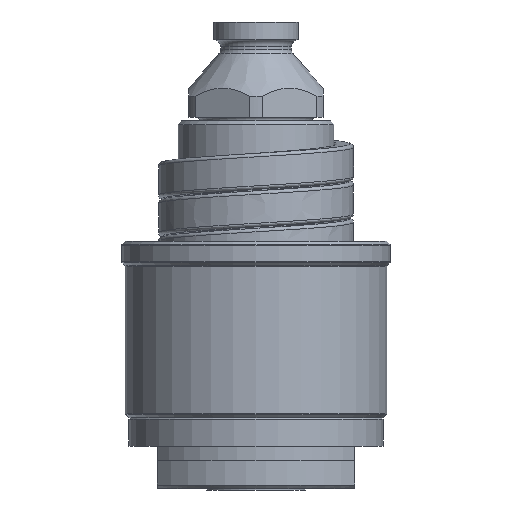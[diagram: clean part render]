
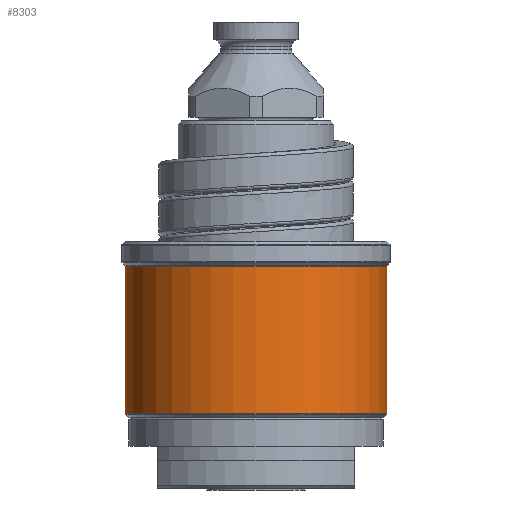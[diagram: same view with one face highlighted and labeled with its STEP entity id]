
A CAD part, front view. The second image highlights one B-rep face of the part: STEP entity #8303.
In plain terms, the highlighted cylindrical face has radius 18.5 mm (diameter 37 mm), a partial arc.
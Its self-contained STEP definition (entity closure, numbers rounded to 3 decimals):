
#2409=CARTESIAN_POINT('',(0.,0.,10.583));
#2410=DIRECTION('',(0.,0.,1.));
#2411=DIRECTION('',(-1.,0.,0.));
#2412=AXIS2_PLACEMENT_3D('',#2409,#2410,#2411);
#2414=DIRECTION('',(0.,0.,-1.));
#2415=VECTOR('',#2414,20.834);
#2416=CARTESIAN_POINT('',(-18.5,0.,31.417));
#2417=LINE('',#2416,#2415);
#2418=CARTESIAN_POINT('',(0.,0.,31.417));
#2419=DIRECTION('',(0.,0.,1.));
#2420=DIRECTION('',(-1.,0.,0.));
#2421=AXIS2_PLACEMENT_3D('',#2418,#2419,#2420);
#2423=DIRECTION('',(0.,0.,-1.));
#2424=VECTOR('',#2423,20.834);
#2425=CARTESIAN_POINT('',(18.5,0.,31.417));
#2426=LINE('',#2425,#2424);
#4967=CARTESIAN_POINT('',(18.5,0.,31.417));
#4968=CARTESIAN_POINT('',(-18.5,0.,31.417));
#4969=VERTEX_POINT('',#4967);
#4970=VERTEX_POINT('',#4968);
#4993=CARTESIAN_POINT('',(18.5,0.,10.583));
#4994=VERTEX_POINT('',#4993);
#4995=CARTESIAN_POINT('',(-18.5,0.,10.583));
#4996=VERTEX_POINT('',#4995);
#8291=CARTESIAN_POINT('',(0.,0.,8.75));
#8292=DIRECTION('',(0.,0.,1.));
#8293=DIRECTION('',(-1.,0.,0.));
#8294=AXIS2_PLACEMENT_3D('',#8291,#8292,#8293);
#8295=CYLINDRICAL_SURFACE('',#8294,18.5);
#8296=ORIENTED_EDGE('',*,*,#6790,.F.);
#8297=ORIENTED_EDGE('',*,*,#6771,.F.);
#8299=ORIENTED_EDGE('',*,*,#8298,.T.);
#8300=ORIENTED_EDGE('',*,*,#6767,.T.);
#8301=EDGE_LOOP('',(#8296,#8297,#8299,#8300));
#8302=FACE_OUTER_BOUND('',#8301,.F.);
#2413=CIRCLE('',#2412,18.5);
#2422=CIRCLE('',#2421,18.5);
#6767=EDGE_CURVE('',#4969,#4994,#2426,.T.);
#6771=EDGE_CURVE('',#4970,#4996,#2417,.T.);
#6790=EDGE_CURVE('',#4996,#4994,#2413,.T.);
#8298=EDGE_CURVE('',#4970,#4969,#2422,.T.);
#8303=ADVANCED_FACE('',(#8302),#8295,.T.);
